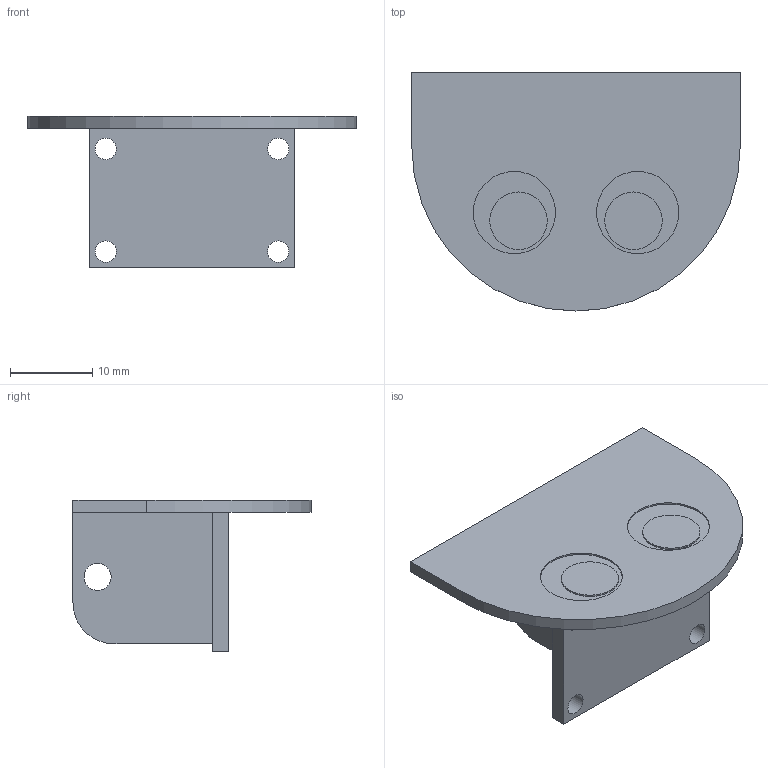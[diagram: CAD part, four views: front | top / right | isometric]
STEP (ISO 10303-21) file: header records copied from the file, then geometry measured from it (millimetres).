
FILE_DESCRIPTION(/* description */ (''),/* implementation_level */ '2;1');
FILE_NAME(/* name */ 'piCameraMount_02.stp',/* time_stamp */ '2017-11-30T18:13:47+09:00',/* author */ ('tlsru'),/* organization */ (''),/* preprocessor_version */ 'ST-DEVELOPER v15.6',/* originating_system */ 'Autodesk Inventor 2015',/* authorisation */ '');
FILE_SCHEMA (('AUTOMOTIVE_DESIGN { 1 0 10303 214 3 1 1 }'));
Length unit declared in the file: millimetre
Products named in the file (1): piCameraMount_02
Bounding box: 40 x 29 x 18.5 mm (x, y, z)
Volume: 3306.3 mm3; surface area: 4185.3 mm2
Topology: 1 solids, 1 shells, 34 faces, 84 edges, 56 vertices
Faces by surface type: plane 21, cylinder 13
Full cylindrical faces by diameter (mm): 2.6 x4, 3.3 x2, 7 x2, 10 x2
Entity records: 1021 total; most frequent: DIRECTION 170, CARTESIAN_POINT 165, ORIENTED_EDGE 148, EDGE_CURVE 74, AXIS2_PLACEMENT_3D 61, EDGE_LOOP 60, VERTEX_POINT 56, LINE 48
